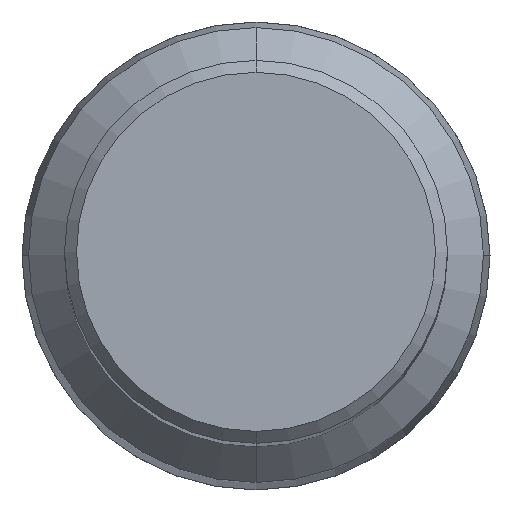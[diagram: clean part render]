
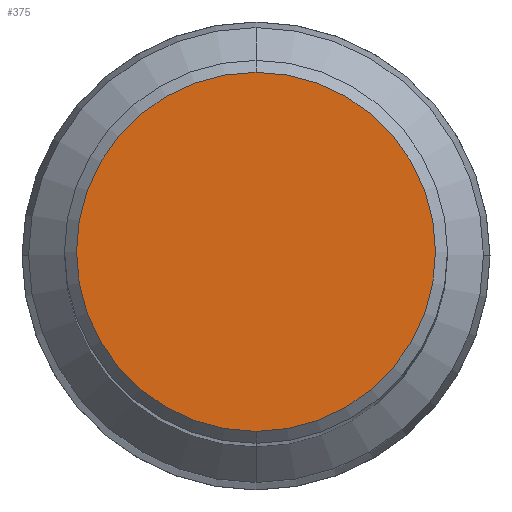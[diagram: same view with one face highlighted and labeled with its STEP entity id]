
A CAD part, top view. The second image highlights one B-rep face of the part: STEP entity #375.
In plain terms, the highlighted planar face has unit normal (0, 0, 1).
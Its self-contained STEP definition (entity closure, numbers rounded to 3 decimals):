
#271=EDGE_CURVE('',#611,#741,#766,.T.);
#375=ADVANCED_FACE('',(#880),#881,.T.);
#583=EDGE_CURVE('',#741,#611,#1108,.T.);
#611=VERTEX_POINT('',#1139);
#741=VERTEX_POINT('',#1281);
#766=CIRCLE('',#1299,15.0);
#880=FACE_OUTER_BOUND('',#1438,.T.);
#881=PLANE('',#1439);
#1108=CIRCLE('',#1906,15.0);
#1139=CARTESIAN_POINT('',(0.,-15.0,0.0));
#1281=CARTESIAN_POINT('',(0.0,15.0,0.0));
#1299=AXIS2_PLACEMENT_3D('',#2249,#2250,#2251);
#1438=EDGE_LOOP('',(#2388,#2389));
#1439=AXIS2_PLACEMENT_3D('',#2390,#2391,#2392);
#1906=AXIS2_PLACEMENT_3D('',#2673,#2674,#2675);
#2249=CARTESIAN_POINT('',(0.0,0.0,0.0));
#2250=DIRECTION('',(0.0,0.0,-1.0));
#2251=DIRECTION('',(0.0,1.0,0.0));
#2388=ORIENTED_EDGE('',*,*,#583,.F.);
#2389=ORIENTED_EDGE('',*,*,#271,.F.);
#2390=CARTESIAN_POINT('',(0.0,7.5,0.0));
#2391=DIRECTION('',(-0.0,0.0,1.0));
#2392=DIRECTION('',(0.0,-1.0,0.0));
#2673=CARTESIAN_POINT('',(0.0,0.0,0.0));
#2674=DIRECTION('',(0.0,0.0,-1.0));
#2675=DIRECTION('',(0.0,1.0,0.0));
